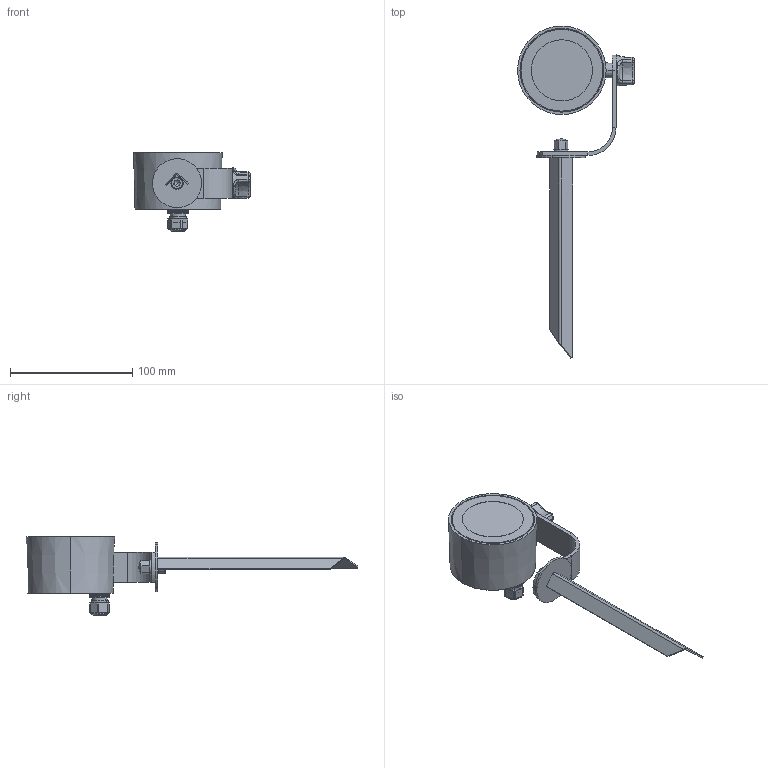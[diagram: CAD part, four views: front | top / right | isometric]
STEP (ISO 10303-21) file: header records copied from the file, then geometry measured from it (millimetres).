
FILE_DESCRIPTION (( 'STEP AP203' ), '1' );
FILE_NAME ('Moss 6165.STEP', '2021-08-24T09:00:08', ( '' ), ( '' ), 'SwSTEP 2.0', 'SolidWorks 2020', '' );
FILE_SCHEMA (( 'CONFIG_CONTROL_DESIGN' ));
Length unit declared in the file: millimetre
Products named in the file (23): D｣AWICA M12x1.5 MET_Korpus_rs; D£AWICA M12x1.5 MET_Nakrêtka_rs; W 121 POKRÊT£O_rs; M179_Stopa ziemna_kg_Grot stopy spawanie; M6x_M6x22; D｣AWICA M12x1.5 MET_Oring_rs; M179C_Kpl_kg_bez otw; M179C_Korpus kpl_kg; M179C_Szybka_kg; M179C_Uszczelka_kg; M179_Kr¹¿ek stopy_kg_M179C_Kr¥¾ek z gwintem M6; D｣AWICA M12x1.5 MET_Uszczelka_rs; Moss 6165; M179_K¹townik stopy_kg_K¥townik rozˆo¾ony st©piony; W121_POKRÊT£O KOM_M89_rs; POD SPR Z 6,1_rs_PreviewCfg; plain washer grade a_din_Washer DIN 125 - A 6.4; M179_Wspornik_kg_Wspornik bez otwor｢w; M179C_Korpus odl_kg_M179C obr_kg; D｣AWICA M12x1.5 MET_Komp_rs; GNIAZ_M6x_M6x10; GNIAZ_M6x_M6x12; NAKR KO｣P M6 DIN917_kg
Assembly tree (22 placements, depth 5):
  Moss 6165
    M179C_Kpl_kg_bez otw
      M179C_Korpus kpl_kg
        M179C_Korpus odl_kg_M179C obr_kg
        D｣AWICA M12x1.5 MET_Komp_rs
          D｣AWICA M12x1.5 MET_Korpus_rs
          D｣AWICA M12x1.5 MET_Uszczelka_rs
          D｣AWICA M12x1.5 MET_Oring_rs
          D£AWICA M12x1.5 MET_Nakrêtka_rs
        M179C_Szybka_kg
        M179C_Uszczelka_kg
      M179_Wspornik_kg_Wspornik bez otwor｢w
      W121_POKRÊT£O KOM_M89_rs
        W 121 POKRÊT£O_rs
        M6x_M6x22
      POD SPR Z 6,1_rs_PreviewCfg
      GNIAZ_M6x_M6x10
    M179_Stopa ziemna_kg_Grot stopy spawanie
      GNIAZ_M6x_M6x12
      M179_K¹townik stopy_kg_K¥townik rozˆo¾ony st©piony
    NAKR KO｣P M6 DIN917_kg
    plain washer grade a_din_Washer DIN 125 - A 6.4
    M179_Kr¹¿ek stopy_kg_M179C_Kr¥¾ek z gwintem M6
Bounding box: 95.56 x 271.35 x 64.6 mm (x, y, z)
Volume: 103918 mm3; surface area: 66120.8 mm2
Topology: 18 solids, 18 shells, 880 faces, 2215 edges, 1425 vertices
Faces by surface type: plane 552, bspline 134, cylinder 89, cone 59, torus 38, sphere 8
Entity records: 35896 total; most frequent: CARTESIAN_POINT 13134, ORIENTED_EDGE 4402, DIRECTION 3763, EDGE_CURVE 2201, LINE 1487, VECTOR 1487, VERTEX_POINT 1425, AXIS2_PLACEMENT_3D 1138
